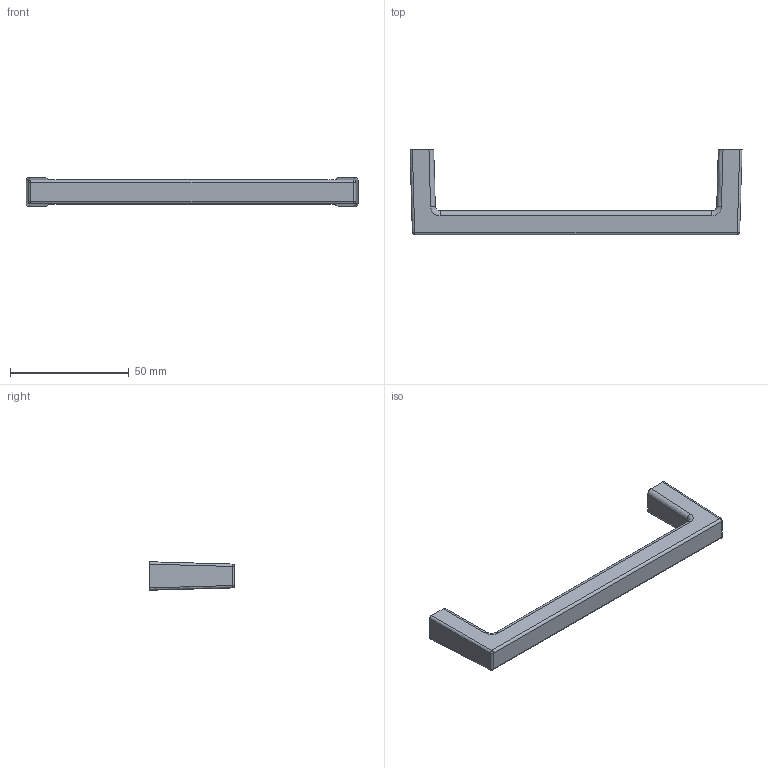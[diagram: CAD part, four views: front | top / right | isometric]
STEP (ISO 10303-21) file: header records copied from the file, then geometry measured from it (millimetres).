
FILE_DESCRIPTION((''),'2;1');
FILE_NAME('','2009-04-17T14:17:41',(''),(''),'','CADfix','');
FILE_SCHEMA(('AUTOMOTIVE_DESIGN { 1 0 10303 214 1 1 1 1 }'));
Length unit declared in the file: millimetre
Bounding box: 140 x 36 x 12 mm (x, y, z)
Volume: 19221.4 mm3; surface area: 7925 mm2
Topology: 1 solids, 1 shells, 44 faces, 124 edges, 84 vertices
Faces by surface type: bspline 44
Entity records: 2013 total; most frequent: CARTESIAN_POINT 1267, ORIENTED_EDGE 248, EDGE_CURVE 124, VERTEX_POINT 84, B_SPLINE_CURVE_WITH_KNOTS 76, QUASI_UNIFORM_CURVE 48, EDGE_LOOP 46, FACE_OUTER_BOUND 44
